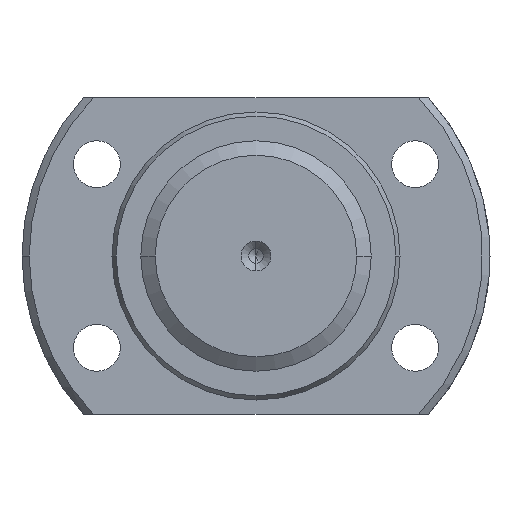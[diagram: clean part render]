
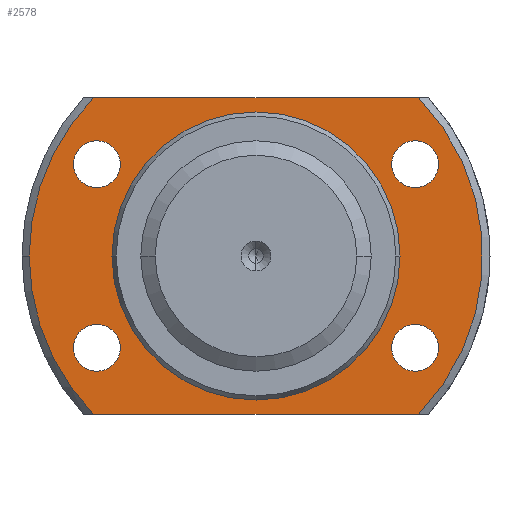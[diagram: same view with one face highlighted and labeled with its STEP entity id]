
A CAD part, left-side view. The second image highlights one B-rep face of the part: STEP entity #2578.
In plain terms, the highlighted planar face has unit normal (-1, 0, 0).
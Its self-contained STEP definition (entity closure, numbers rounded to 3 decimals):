
#1 = DIRECTION ( 'NONE',  ( 1., 0., 0. ) ) ;
#35 = EDGE_LOOP ( 'NONE', ( #880, #1268 ) ) ;
#38 = DIRECTION ( 'NONE',  ( 1., 0., 0. ) ) ;
#55 = CARTESIAN_POINT ( 'NONE',  ( 13.5, 22.544, 22. ) ) ;
#60 = DIRECTION ( 'NONE',  ( 1., 0., 0. ) ) ;
#78 = ORIENTED_EDGE ( 'NONE', *, *, #1353, .F. ) ;
#96 = EDGE_LOOP ( 'NONE', ( #2579, #3077 ) ) ;
#113 = VERTEX_POINT ( 'NONE', #1857 ) ;
#187 = ORIENTED_EDGE ( 'NONE', *, *, #2217, .T. ) ;
#195 = VERTEX_POINT ( 'NONE', #3349 ) ;
#201 = ORIENTED_EDGE ( 'NONE', *, *, #712, .T. ) ;
#217 = DIRECTION ( 'NONE',  ( 1., 0., 0. ) ) ;
#271 = DIRECTION ( 'NONE',  ( 0., 1., 0. ) ) ;
#273 = CARTESIAN_POINT ( 'NONE',  ( 13.5, -22.1, -12.75 ) ) ;
#316 = FACE_BOUND ( 'NONE', #3572, .T. ) ;
#319 = EDGE_CURVE ( 'NONE', #2730, #3399, #2531, .T. ) ;
#334 = DIRECTION ( 'NONE',  ( 1., 0., 0. ) ) ;
#346 = CIRCLE ( 'NONE', #1077, 3.25 ) ;
#397 = VERTEX_POINT ( 'NONE', #1728 ) ;
#411 = CARTESIAN_POINT ( 'NONE',  ( 13.5, 0., 0. ) ) ;
#426 = VERTEX_POINT ( 'NONE', #55 ) ;
#450 = CARTESIAN_POINT ( 'NONE',  ( 13.5, -22.1, 12.75 ) ) ;
#456 = CIRCLE ( 'NONE', #621, 20. ) ;
#535 = CIRCLE ( 'NONE', #2022, 3.25 ) ;
#551 = CARTESIAN_POINT ( 'NONE',  ( 13.5, 22.1, 12.75 ) ) ;
#592 = VERTEX_POINT ( 'NONE', #2798 ) ;
#601 = DIRECTION ( 'NONE',  ( 0., -1., 0. ) ) ;
#618 = CARTESIAN_POINT ( 'NONE',  ( 13.5, 0., 0. ) ) ;
#621 = AXIS2_PLACEMENT_3D ( 'NONE', #818, #217, #2248 ) ;
#624 = CIRCLE ( 'NONE', #2011, 31.5 ) ;
#634 = AXIS2_PLACEMENT_3D ( 'NONE', #854, #1681, #271 ) ;
#659 = VERTEX_POINT ( 'NONE', #1508 ) ;
#679 = DIRECTION ( 'NONE',  ( 0., 1., 0. ) ) ;
#682 = AXIS2_PLACEMENT_3D ( 'NONE', #273, #38, #3404 ) ;
#701 = AXIS2_PLACEMENT_3D ( 'NONE', #2083, #1515, #1462 ) ;
#712 = EDGE_CURVE ( 'NONE', #2565, #397, #456, .T. ) ;
#733 = ORIENTED_EDGE ( 'NONE', *, *, #1291, .F. ) ;
#770 = CARTESIAN_POINT ( 'NONE',  ( 13.5, -20., 22. ) ) ;
#786 = LINE ( 'NONE', #2947, #1890 ) ;
#818 = CARTESIAN_POINT ( 'NONE',  ( 13.5, 0., 0. ) ) ;
#828 = CARTESIAN_POINT ( 'NONE',  ( 13.5, 20., 0. ) ) ;
#833 = ORIENTED_EDGE ( 'NONE', *, *, #2807, .F. ) ;
#854 = CARTESIAN_POINT ( 'NONE',  ( 13.5, 0., 0. ) ) ;
#872 = DIRECTION ( 'NONE',  ( 0., 1., 0. ) ) ;
#880 = ORIENTED_EDGE ( 'NONE', *, *, #1557, .T. ) ;
#881 = FACE_OUTER_BOUND ( 'NONE', #3254, .T. ) ;
#955 = FACE_BOUND ( 'NONE', #96, .T. ) ;
#973 = DIRECTION ( 'NONE',  ( 1., 0., 0. ) ) ;
#985 = DIRECTION ( 'NONE',  ( 1., 0., 0. ) ) ;
#1005 = VERTEX_POINT ( 'NONE', #2765 ) ;
#1077 = AXIS2_PLACEMENT_3D ( 'NONE', #3523, #973, #2471 ) ;
#1132 = CIRCLE ( 'NONE', #1596, 31.5 ) ;
#1219 = FACE_BOUND ( 'NONE', #1813, .T. ) ;
#1268 = ORIENTED_EDGE ( 'NONE', *, *, #3670, .T. ) ;
#1283 = CARTESIAN_POINT ( 'NONE',  ( 13.5, 31.5, 0. ) ) ;
#1291 = EDGE_CURVE ( 'NONE', #592, #1391, #624, .T. ) ;
#1313 = CARTESIAN_POINT ( 'NONE',  ( 13.5, -22.1, -12.75 ) ) ;
#1353 = EDGE_CURVE ( 'NONE', #426, #1834, #2188, .T. ) ;
#1368 = DIRECTION ( 'NONE',  ( 1., 0., 0. ) ) ;
#1391 = VERTEX_POINT ( 'NONE', #1283 ) ;
#1412 = CARTESIAN_POINT ( 'NONE',  ( 13.5, -22.1, 12.75 ) ) ;
#1442 = ORIENTED_EDGE ( 'NONE', *, *, #2016, .T. ) ;
#1458 = FACE_BOUND ( 'NONE', #1798, .T. ) ;
#1462 = DIRECTION ( 'NONE',  ( 0., 1., 0. ) ) ;
#1472 = AXIS2_PLACEMENT_3D ( 'NONE', #450, #3551, #679 ) ;
#1507 = EDGE_CURVE ( 'NONE', #3094, #2410, #2539, .T. ) ;
#1508 = CARTESIAN_POINT ( 'NONE',  ( 13.5, -18.85, 12.75 ) ) ;
#1515 = DIRECTION ( 'NONE',  ( 1., 0., 0. ) ) ;
#1557 = EDGE_CURVE ( 'NONE', #195, #113, #3491, .T. ) ;
#1593 = VECTOR ( 'NONE', #3651, 1000. ) ;
#1596 = AXIS2_PLACEMENT_3D ( 'NONE', #411, #985, #3520 ) ;
#1600 = CIRCLE ( 'NONE', #3622, 3.25 ) ;
#1654 = EDGE_CURVE ( 'NONE', #592, #2742, #786, .T. ) ;
#1681 = DIRECTION ( 'NONE',  ( 1., 0., 0. ) ) ;
#1685 = CARTESIAN_POINT ( 'NONE',  ( 13.5, 0., 0. ) ) ;
#1713 = EDGE_CURVE ( 'NONE', #1834, #2742, #1963, .T. ) ;
#1728 = CARTESIAN_POINT ( 'NONE',  ( 13.5, -20., 0. ) ) ;
#1741 = DIRECTION ( 'NONE',  ( 0., 1., 0. ) ) ;
#1783 = ORIENTED_EDGE ( 'NONE', *, *, #1713, .F. ) ;
#1798 = EDGE_LOOP ( 'NONE', ( #2743, #187 ) ) ;
#1813 = EDGE_LOOP ( 'NONE', ( #2232, #2941 ) ) ;
#1829 = AXIS2_PLACEMENT_3D ( 'NONE', #2009, #60, #1741 ) ;
#1834 = VERTEX_POINT ( 'NONE', #2440 ) ;
#1857 = CARTESIAN_POINT ( 'NONE',  ( 13.5, 18.85, 12.75 ) ) ;
#1890 = VECTOR ( 'NONE', #601, 1000. ) ;
#1963 = CIRCLE ( 'NONE', #3096, 31.5 ) ;
#2009 = CARTESIAN_POINT ( 'NONE',  ( 13.5, 22.1, -12.75 ) ) ;
#2011 = AXIS2_PLACEMENT_3D ( 'NONE', #1685, #1368, #2489 ) ;
#2016 = EDGE_CURVE ( 'NONE', #397, #2565, #2653, .T. ) ;
#2022 = AXIS2_PLACEMENT_3D ( 'NONE', #1412, #1, #2470 ) ;
#2083 = CARTESIAN_POINT ( 'NONE',  ( 13.5, 22.1, -12.75 ) ) ;
#2188 = LINE ( 'NONE', #770, #1593 ) ;
#2208 = FACE_BOUND ( 'NONE', #35, .T. ) ;
#2217 = EDGE_CURVE ( 'NONE', #2410, #3094, #2547, .T. ) ;
#2232 = ORIENTED_EDGE ( 'NONE', *, *, #3307, .T. ) ;
#2248 = DIRECTION ( 'NONE',  ( 0., 1., 0. ) ) ;
#2270 = DIRECTION ( 'NONE',  ( 1., 0., 0. ) ) ;
#2274 = CARTESIAN_POINT ( 'NONE',  ( 13.5, 25.35, -12.75 ) ) ;
#2337 = CARTESIAN_POINT ( 'NONE',  ( 13.5, -20., 0. ) ) ;
#2410 = VERTEX_POINT ( 'NONE', #3603 ) ;
#2440 = CARTESIAN_POINT ( 'NONE',  ( 13.5, -22.544, 22. ) ) ;
#2455 = EDGE_CURVE ( 'NONE', #659, #1005, #535, .T. ) ;
#2470 = DIRECTION ( 'NONE',  ( 0., 1., 0. ) ) ;
#2471 = DIRECTION ( 'NONE',  ( 0., 1., 0. ) ) ;
#2489 = DIRECTION ( 'NONE',  ( 0., 1., 0. ) ) ;
#2531 = CIRCLE ( 'NONE', #682, 3.25 ) ;
#2539 = CIRCLE ( 'NONE', #1829, 3.25 ) ;
#2547 = CIRCLE ( 'NONE', #701, 3.25 ) ;
#2565 = VERTEX_POINT ( 'NONE', #828 ) ;
#2578 = ADVANCED_FACE ( 'NONE', ( #2208, #955, #1219, #1458, #316, #881 ), #3184, .F. ) ;
#2579 = ORIENTED_EDGE ( 'NONE', *, *, #2455, .T. ) ;
#2653 = CIRCLE ( 'NONE', #634, 20. ) ;
#2730 = VERTEX_POINT ( 'NONE', #3264 ) ;
#2742 = VERTEX_POINT ( 'NONE', #3298 ) ;
#2743 = ORIENTED_EDGE ( 'NONE', *, *, #1507, .T. ) ;
#2765 = CARTESIAN_POINT ( 'NONE',  ( 13.5, -25.35, 12.75 ) ) ;
#2790 = EDGE_CURVE ( 'NONE', #1005, #659, #3200, .T. ) ;
#2798 = CARTESIAN_POINT ( 'NONE',  ( 13.5, 22.544, -22. ) ) ;
#2807 = EDGE_CURVE ( 'NONE', #1391, #426, #1132, .T. ) ;
#2900 = AXIS2_PLACEMENT_3D ( 'NONE', #2337, #334, #3169 ) ;
#2941 = ORIENTED_EDGE ( 'NONE', *, *, #319, .T. ) ;
#2947 = CARTESIAN_POINT ( 'NONE',  ( 13.5, -20., -22. ) ) ;
#3077 = ORIENTED_EDGE ( 'NONE', *, *, #2790, .T. ) ;
#3094 = VERTEX_POINT ( 'NONE', #2274 ) ;
#3096 = AXIS2_PLACEMENT_3D ( 'NONE', #618, #3454, #3221 ) ;
#3143 = AXIS2_PLACEMENT_3D ( 'NONE', #551, #2270, #872 ) ;
#3169 = DIRECTION ( 'NONE',  ( 0., 1., 0. ) ) ;
#3184 = PLANE ( 'NONE',  #2900 ) ;
#3196 = ORIENTED_EDGE ( 'NONE', *, *, #1654, .T. ) ;
#3200 = CIRCLE ( 'NONE', #1472, 3.25 ) ;
#3221 = DIRECTION ( 'NONE',  ( 0., 1., 0. ) ) ;
#3226 = DIRECTION ( 'NONE',  ( 0., 1., 0. ) ) ;
#3254 = EDGE_LOOP ( 'NONE', ( #78, #833, #733, #3196, #1783 ) ) ;
#3264 = CARTESIAN_POINT ( 'NONE',  ( 13.5, -25.35, -12.75 ) ) ;
#3279 = DIRECTION ( 'NONE',  ( 1., 0., 0. ) ) ;
#3298 = CARTESIAN_POINT ( 'NONE',  ( 13.5, -22.544, -22. ) ) ;
#3307 = EDGE_CURVE ( 'NONE', #3399, #2730, #1600, .T. ) ;
#3349 = CARTESIAN_POINT ( 'NONE',  ( 13.5, 25.35, 12.75 ) ) ;
#3399 = VERTEX_POINT ( 'NONE', #3595 ) ;
#3404 = DIRECTION ( 'NONE',  ( 0., 1., 0. ) ) ;
#3454 = DIRECTION ( 'NONE',  ( 1., 0., 0. ) ) ;
#3491 = CIRCLE ( 'NONE', #3143, 3.25 ) ;
#3520 = DIRECTION ( 'NONE',  ( 0., 1., 0. ) ) ;
#3523 = CARTESIAN_POINT ( 'NONE',  ( 13.5, 22.1, 12.75 ) ) ;
#3551 = DIRECTION ( 'NONE',  ( 1., 0., 0. ) ) ;
#3572 = EDGE_LOOP ( 'NONE', ( #201, #1442 ) ) ;
#3595 = CARTESIAN_POINT ( 'NONE',  ( 13.5, -18.85, -12.75 ) ) ;
#3603 = CARTESIAN_POINT ( 'NONE',  ( 13.5, 18.85, -12.75 ) ) ;
#3622 = AXIS2_PLACEMENT_3D ( 'NONE', #1313, #3279, #3226 ) ;
#3651 = DIRECTION ( 'NONE',  ( 0., -1., 0. ) ) ;
#3670 = EDGE_CURVE ( 'NONE', #113, #195, #346, .T. ) ;
